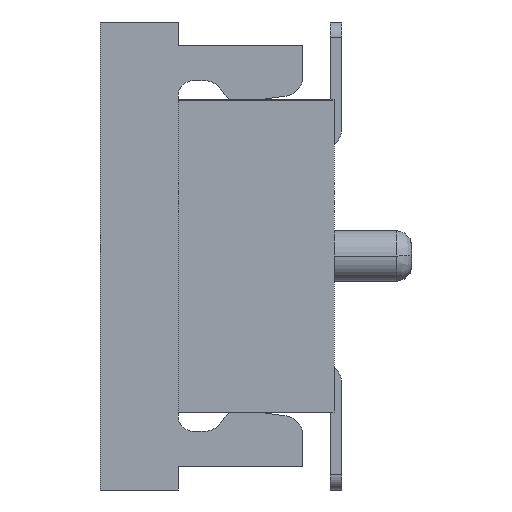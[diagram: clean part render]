
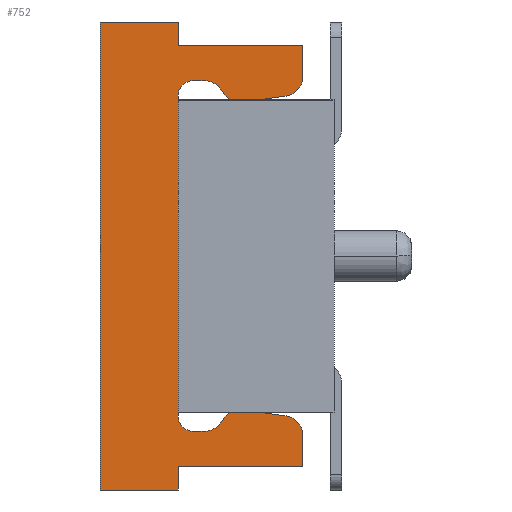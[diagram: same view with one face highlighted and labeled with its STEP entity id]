
A CAD part, left-side view. The second image highlights one B-rep face of the part: STEP entity #752.
In plain terms, the highlighted planar face has unit normal (-1, 0, 0).
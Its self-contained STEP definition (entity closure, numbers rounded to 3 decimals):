
#35=CARTESIAN_POINT('',(18.,3.,-5.));
#36=VERTEX_POINT('',#35);
#37=CARTESIAN_POINT('',(18.,4.,-5.));
#38=VERTEX_POINT('',#37);
#39=CARTESIAN_POINT('',(18.,3.,-5.));
#40=DIRECTION('',(0.,1.,0.));
#41=VECTOR('',#40,1.);
#42=LINE('',#39,#41);
#43=EDGE_CURVE('',#36,#38,#42,.T.);
#83=CARTESIAN_POINT('',(18.,3.,-4.7));
#84=VERTEX_POINT('',#83);
#91=CARTESIAN_POINT('',(18.,3.,-4.7));
#92=DIRECTION('',(0.,0.,-1.));
#93=VECTOR('',#92,0.3);
#94=LINE('',#91,#93);
#95=EDGE_CURVE('',#84,#36,#94,.T.);
#106=CARTESIAN_POINT('',(18.,3.,0.05));
#107=VERTEX_POINT('',#106);
#125=CARTESIAN_POINT('',(18.,2.8,0.25));
#126=VERTEX_POINT('',#125);
#133=CARTESIAN_POINT('',(18.,2.8,0.05));
#134=DIRECTION('',(0.,1.,0.));
#135=DIRECTION('',(1.,0.,0.));
#136=AXIS2_PLACEMENT_3D('',#133,#135,#134);
#137=CIRCLE('',#136,0.2);
#138=EDGE_CURVE('',#107,#126,#137,.T.);
#157=CARTESIAN_POINT('',(18.,2.665,0.25));
#158=VERTEX_POINT('',#157);
#165=CARTESIAN_POINT('',(18.,2.8,0.25));
#166=DIRECTION('',(0.,-1.,0.));
#167=VECTOR('',#166,0.135);
#168=LINE('',#165,#167);
#169=EDGE_CURVE('',#126,#158,#168,.T.);
#189=CARTESIAN_POINT('',(18.,2.468,0.154));
#190=VERTEX_POINT('',#189);
#197=CARTESIAN_POINT('',(18.,2.665,0.));
#198=DIRECTION('',(0.,0.,1.));
#199=DIRECTION('',(1.,0.,0.));
#200=AXIS2_PLACEMENT_3D('',#197,#199,#198);
#201=CIRCLE('',#200,0.25);
#202=EDGE_CURVE('',#158,#190,#201,.T.);
#221=CARTESIAN_POINT('',(18.,2.399,0.066));
#222=VERTEX_POINT('',#221);
#229=CARTESIAN_POINT('',(18.,2.468,0.154));
#230=DIRECTION('',(0.,-0.616,-0.788));
#231=VECTOR('',#230,0.111);
#232=LINE('',#229,#231);
#233=EDGE_CURVE('',#190,#222,#232,.T.);
#245=CARTESIAN_POINT('',(18.,1.615,0.05));
#246=VERTEX_POINT('',#245);
#262=CARTESIAN_POINT('',(18.,1.4,0.298));
#263=VERTEX_POINT('',#262);
#270=CARTESIAN_POINT('',(18.,1.65,0.298));
#271=DIRECTION('',(0.,-0.139,-0.99));
#272=DIRECTION('',(-1.,0.,0.));
#273=AXIS2_PLACEMENT_3D('',#270,#272,#271);
#274=CIRCLE('',#273,0.25);
#275=EDGE_CURVE('',#246,#263,#274,.T.);
#293=CARTESIAN_POINT('',(18.,1.4,0.7));
#294=VERTEX_POINT('',#293);
#301=CARTESIAN_POINT('',(18.,1.4,0.298));
#302=DIRECTION('',(0.,0.,1.));
#303=VECTOR('',#302,0.402);
#304=LINE('',#301,#303);
#305=EDGE_CURVE('',#263,#294,#304,.T.);
#316=CARTESIAN_POINT('',(18.,1.4,-4.7));
#317=VERTEX_POINT('',#316);
#318=CARTESIAN_POINT('',(18.,1.4,-4.298));
#319=VERTEX_POINT('',#318);
#320=CARTESIAN_POINT('',(18.,1.4,-4.7));
#321=DIRECTION('',(0.,0.,1.));
#322=VECTOR('',#321,0.402);
#323=LINE('',#320,#322);
#324=EDGE_CURVE('',#317,#319,#323,.T.);
#365=CARTESIAN_POINT('',(18.,3.,0.7));
#366=VERTEX_POINT('',#365);
#373=CARTESIAN_POINT('',(18.,1.4,0.7));
#374=DIRECTION('',(0.,1.,0.));
#375=VECTOR('',#374,1.6);
#376=LINE('',#373,#375);
#377=EDGE_CURVE('',#294,#366,#376,.T.);
#387=CARTESIAN_POINT('',(18.,3.,1.));
#388=VERTEX_POINT('',#387);
#389=CARTESIAN_POINT('',(18.,3.,0.7));
#390=DIRECTION('',(0.,0.,1.));
#391=VECTOR('',#390,0.3);
#392=LINE('',#389,#391);
#393=EDGE_CURVE('',#366,#388,#392,.T.);
#426=CARTESIAN_POINT('',(18.,4.,1.));
#427=VERTEX_POINT('',#426);
#434=CARTESIAN_POINT('',(18.,3.,1.));
#435=DIRECTION('',(0.,1.,0.));
#436=VECTOR('',#435,1.);
#437=LINE('',#434,#436);
#438=EDGE_CURVE('',#388,#427,#437,.T.);
#449=CARTESIAN_POINT('',(18.,4.,1.));
#450=DIRECTION('',(0.,0.,-1.));
#451=VECTOR('',#450,6.);
#452=LINE('',#449,#451);
#453=EDGE_CURVE('',#427,#38,#452,.T.);
#479=CARTESIAN_POINT('',(18.,3.,-4.7));
#480=DIRECTION('',(0.,-1.,0.));
#481=VECTOR('',#480,1.6);
#482=LINE('',#479,#481);
#483=EDGE_CURVE('',#84,#317,#482,.T.);
#503=CARTESIAN_POINT('',(18.,1.615,-4.05));
#504=VERTEX_POINT('',#503);
#511=CARTESIAN_POINT('',(18.,1.65,-4.298));
#512=DIRECTION('',(0.,-1.,0.));
#513=DIRECTION('',(-1.,0.,0.));
#514=AXIS2_PLACEMENT_3D('',#511,#513,#512);
#515=CIRCLE('',#514,0.25);
#516=EDGE_CURVE('',#319,#504,#515,.T.);
#528=CARTESIAN_POINT('',(18.,2.399,-4.066));
#529=VERTEX_POINT('',#528);
#544=CARTESIAN_POINT('',(18.,2.468,-4.154));
#545=VERTEX_POINT('',#544);
#552=CARTESIAN_POINT('',(18.,2.399,-4.066));
#553=DIRECTION('',(0.,0.616,-0.788));
#554=VECTOR('',#553,0.111);
#555=LINE('',#552,#554);
#556=EDGE_CURVE('',#529,#545,#555,.T.);
#576=CARTESIAN_POINT('',(18.,2.665,-4.25));
#577=VERTEX_POINT('',#576);
#584=CARTESIAN_POINT('',(18.,2.665,-4.));
#585=DIRECTION('',(0.,-0.788,-0.616));
#586=DIRECTION('',(1.,0.,0.));
#587=AXIS2_PLACEMENT_3D('',#584,#586,#585);
#588=CIRCLE('',#587,0.25);
#589=EDGE_CURVE('',#545,#577,#588,.T.);
#608=CARTESIAN_POINT('',(18.,2.8,-4.25));
#609=VERTEX_POINT('',#608);
#616=CARTESIAN_POINT('',(18.,2.665,-4.25));
#617=DIRECTION('',(0.,1.,0.));
#618=VECTOR('',#617,0.135);
#619=LINE('',#616,#618);
#620=EDGE_CURVE('',#577,#609,#619,.T.);
#640=CARTESIAN_POINT('',(18.,3.,-4.05));
#641=VERTEX_POINT('',#640);
#648=CARTESIAN_POINT('',(18.,2.8,-4.05));
#649=DIRECTION('',(0.,0.,-1.));
#650=DIRECTION('',(1.,0.,0.));
#651=AXIS2_PLACEMENT_3D('',#648,#650,#649);
#652=CIRCLE('',#651,0.2);
#653=EDGE_CURVE('',#609,#641,#652,.T.);
#658=CARTESIAN_POINT('',(18.,4.,-5.));
#659=DIRECTION('',(0.,-1.,0.));
#660=DIRECTION('',(-1.,0.,0.));
#661=AXIS2_PLACEMENT_3D('',#658,#660,#659);
#662=PLANE('',#661);
#663=ORIENTED_EDGE('',*,*,#169,.T.);
#664=ORIENTED_EDGE('',*,*,#202,.T.);
#665=ORIENTED_EDGE('',*,*,#233,.T.);
#666=CARTESIAN_POINT('',(18.,2.321,0.));
#667=VERTEX_POINT('',#666);
#668=CARTESIAN_POINT('',(18.,2.202,0.22));
#669=DIRECTION('',(0.,0.788,-0.616));
#670=DIRECTION('',(-1.,0.,0.));
#671=AXIS2_PLACEMENT_3D('',#668,#670,#669);
#672=CIRCLE('',#671,0.25);
#673=EDGE_CURVE('',#222,#667,#672,.T.);
#674=ORIENTED_EDGE('',*,*,#673,.T.);
#675=CARTESIAN_POINT('',(18.,1.971,0.));
#676=VERTEX_POINT('',#675);
#677=CARTESIAN_POINT('',(18.,1.971,0.));
#678=DIRECTION('',(0.,1.,0.));
#679=VECTOR('',#678,0.35);
#680=LINE('',#677,#679);
#681=EDGE_CURVE('',#676,#667,#680,.T.);
#682=ORIENTED_EDGE('',*,*,#681,.F.);
#683=CARTESIAN_POINT('',(18.,1.971,0.));
#684=DIRECTION('',(0.,-0.99,0.139));
#685=VECTOR('',#684,0.359);
#686=LINE('',#683,#685);
#687=EDGE_CURVE('',#676,#246,#686,.T.);
#688=ORIENTED_EDGE('',*,*,#687,.T.);
#689=ORIENTED_EDGE('',*,*,#275,.T.);
#690=ORIENTED_EDGE('',*,*,#305,.T.);
#691=ORIENTED_EDGE('',*,*,#377,.T.);
#692=ORIENTED_EDGE('',*,*,#393,.T.);
#693=ORIENTED_EDGE('',*,*,#438,.T.);
#694=ORIENTED_EDGE('',*,*,#453,.T.);
#695=ORIENTED_EDGE('',*,*,#43,.F.);
#696=ORIENTED_EDGE('',*,*,#95,.F.);
#697=ORIENTED_EDGE('',*,*,#483,.T.);
#698=ORIENTED_EDGE('',*,*,#324,.T.);
#699=ORIENTED_EDGE('',*,*,#516,.T.);
#700=CARTESIAN_POINT('',(18.,1.971,-4.));
#701=VERTEX_POINT('',#700);
#702=CARTESIAN_POINT('',(18.,1.615,-4.05));
#703=DIRECTION('',(0.,0.99,0.139));
#704=VECTOR('',#703,0.359);
#705=LINE('',#702,#704);
#706=EDGE_CURVE('',#504,#701,#705,.T.);
#707=ORIENTED_EDGE('',*,*,#706,.T.);
#708=CARTESIAN_POINT('',(18.,2.321,-4.));
#709=VERTEX_POINT('',#708);
#710=CARTESIAN_POINT('',(18.,2.321,-4.));
#711=DIRECTION('',(0.,-1.,0.));
#712=VECTOR('',#711,0.35);
#713=LINE('',#710,#712);
#714=EDGE_CURVE('',#709,#701,#713,.T.);
#715=ORIENTED_EDGE('',*,*,#714,.F.);
#716=CARTESIAN_POINT('',(18.,2.202,-4.22));
#717=DIRECTION('',(0.,0.475,0.88));
#718=DIRECTION('',(-1.,0.,0.));
#719=AXIS2_PLACEMENT_3D('',#716,#718,#717);
#720=CIRCLE('',#719,0.25);
#721=EDGE_CURVE('',#709,#529,#720,.T.);
#722=ORIENTED_EDGE('',*,*,#721,.T.);
#723=ORIENTED_EDGE('',*,*,#556,.T.);
#724=ORIENTED_EDGE('',*,*,#589,.T.);
#725=ORIENTED_EDGE('',*,*,#620,.T.);
#726=ORIENTED_EDGE('',*,*,#653,.T.);
#727=CARTESIAN_POINT('',(18.,3.,-4.));
#728=VERTEX_POINT('',#727);
#729=CARTESIAN_POINT('',(18.,3.,-4.05));
#730=DIRECTION('',(0.,0.,1.));
#731=VECTOR('',#730,0.05);
#732=LINE('',#729,#731);
#733=EDGE_CURVE('',#641,#728,#732,.T.);
#734=ORIENTED_EDGE('',*,*,#733,.T.);
#735=CARTESIAN_POINT('',(18.,3.,0.));
#736=VERTEX_POINT('',#735);
#737=CARTESIAN_POINT('',(18.,3.,-4.));
#738=DIRECTION('',(0.,0.,1.));
#739=VECTOR('',#738,4.);
#740=LINE('',#737,#739);
#741=EDGE_CURVE('',#728,#736,#740,.T.);
#742=ORIENTED_EDGE('',*,*,#741,.T.);
#743=CARTESIAN_POINT('',(18.,3.,0.));
#744=DIRECTION('',(0.,0.,1.));
#745=VECTOR('',#744,0.05);
#746=LINE('',#743,#745);
#747=EDGE_CURVE('',#736,#107,#746,.T.);
#748=ORIENTED_EDGE('',*,*,#747,.T.);
#749=ORIENTED_EDGE('',*,*,#138,.T.);
#750=EDGE_LOOP('',(#663,#664,#665,#674,#682,#688,#689,#690,#691,#692,#693,#694,#695,#696,#697,#698,#699,#707,#715,#722,#723,#724,#725,#726,#734,#742,#748,#749));
#751=FACE_OUTER_BOUND('',#750,.T.);
#752=ADVANCED_FACE('',(#751),#662,.T.);
